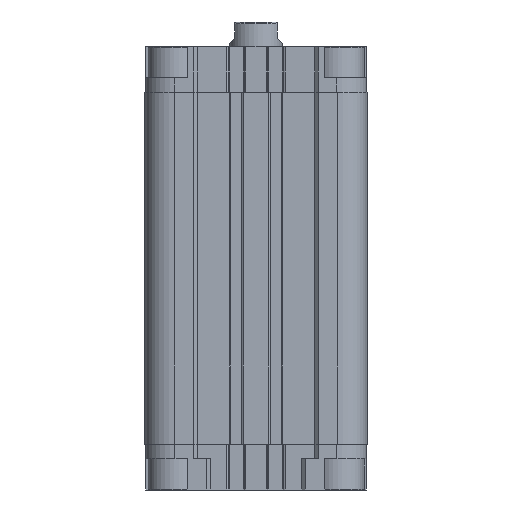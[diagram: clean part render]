
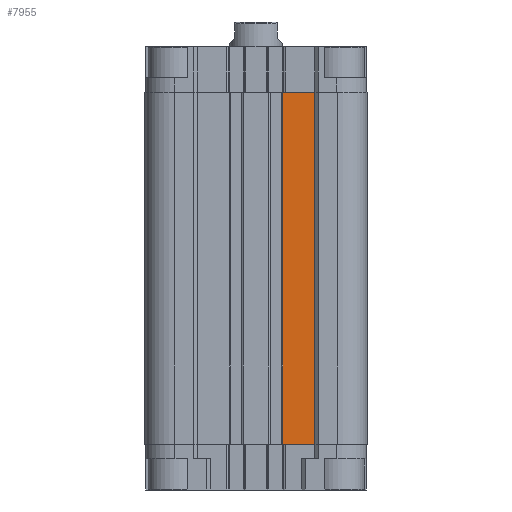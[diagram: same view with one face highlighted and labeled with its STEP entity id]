
A CAD part, front view. The second image highlights one B-rep face of the part: STEP entity #7955.
In plain terms, the highlighted planar face has unit normal (0, -1, 0).
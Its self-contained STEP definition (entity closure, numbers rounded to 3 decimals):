
#617=FACE_OUTER_BOUND('',#1103,.T.);
#1103=EDGE_LOOP('',(#6809,#6810,#6811,#6812));
#1998=LINE('',#11967,#2734);
#2294=LINE('',#12791,#3030);
#2490=LINE('',#13268,#3226);
#2491=LINE('',#13270,#3227);
#2734=VECTOR('',#9387,9.9);
#3030=VECTOR('',#10147,9.9);
#3226=VECTOR('',#10673,107.5);
#3227=VECTOR('',#10676,107.5);
#3549=VERTEX_POINT('',#11964);
#3550=VERTEX_POINT('',#11966);
#3845=VERTEX_POINT('',#12788);
#3846=VERTEX_POINT('',#12790);
#4345=EDGE_CURVE('',#3550,#3549,#1998,.T.);
#4763=EDGE_CURVE('',#3845,#3846,#2294,.T.);
#5004=EDGE_CURVE('',#3846,#3549,#2490,.T.);
#5005=EDGE_CURVE('',#3845,#3550,#2491,.T.);
#6809=ORIENTED_EDGE('',*,*,#4345,.T.);
#6810=ORIENTED_EDGE('',*,*,#5004,.F.);
#6811=ORIENTED_EDGE('',*,*,#4763,.F.);
#6812=ORIENTED_EDGE('',*,*,#5005,.T.);
#7614=PLANE('',#8676);
#7955=ADVANCED_FACE('',(#617),#7614,.F.);
#8676=AXIS2_PLACEMENT_3D('',#13269,#10674,#10675);
#9387=DIRECTION('',(1.,0.,0.));
#10147=DIRECTION('',(1.,0.,0.));
#10673=DIRECTION('',(0.,0.,-1.));
#10674=DIRECTION('center_axis',(0.,1.,0.));
#10675=DIRECTION('ref_axis',(0.,0.,1.));
#10676=DIRECTION('',(0.,0.,-1.));
#11964=CARTESIAN_POINT('',(18.,-33.,6.));
#11966=CARTESIAN_POINT('',(8.1,-33.,6.));
#11967=CARTESIAN_POINT('',(8.1,-33.,6.));
#12788=CARTESIAN_POINT('',(8.1,-33.,113.5));
#12790=CARTESIAN_POINT('',(18.,-33.,113.5));
#12791=CARTESIAN_POINT('',(8.1,-33.,113.5));
#13268=CARTESIAN_POINT('',(18.,-33.,113.5));
#13269=CARTESIAN_POINT('Origin',(8.1,-33.,113.5));
#13270=CARTESIAN_POINT('',(8.1,-33.,113.5));
